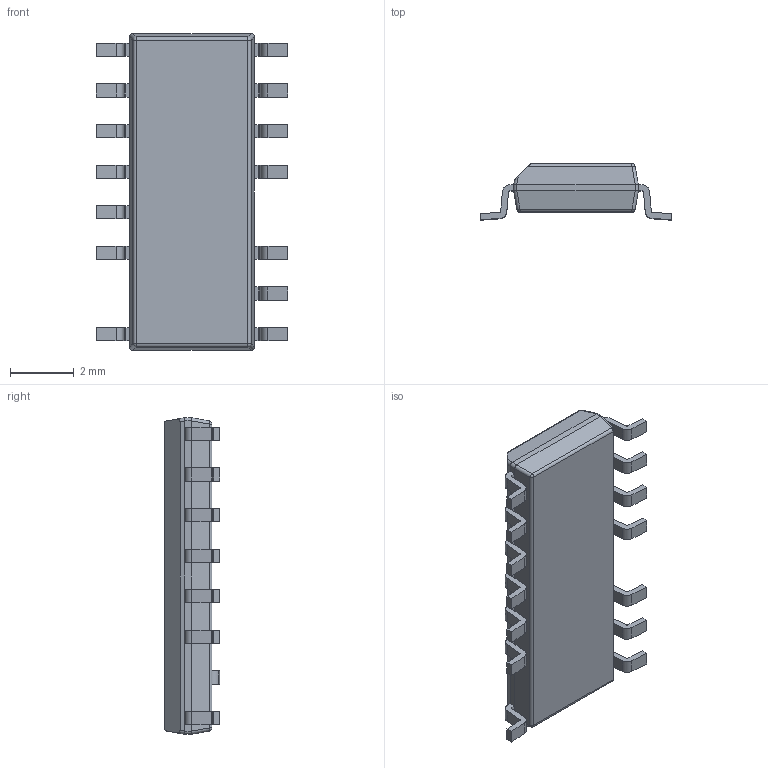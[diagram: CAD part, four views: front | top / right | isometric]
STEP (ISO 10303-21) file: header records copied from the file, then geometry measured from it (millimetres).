
FILE_DESCRIPTION (( 'STEP AP214' ), '1' );
FILE_NAME ('DDB14.STEP', '2024-01-16T12:34:24', ( '' ), ( '' ), 'SwSTEP 2.0', 'SolidWorks 2021', '' );
FILE_SCHEMA (( 'AUTOMOTIVE_DESIGN' ));
Length unit declared in the file: millimetre
Products named in the file (1): DDB14
Bounding box: 6 x 1.75 x 9.9 mm (x, y, z)
Volume: 56.7 mm3; surface area: 140.8 mm2
Topology: 16 solids, 16 shells, 243 faces, 618 edges, 402 vertices
Faces by surface type: plane 158, cylinder 79, sphere 6
Entity records: 7409 total; most frequent: CARTESIAN_POINT 1342, ORIENTED_EDGE 1224, DIRECTION 1210, EDGE_CURVE 612, VECTOR 446, LINE 446, VERTEX_POINT 402, AXIS2_PLACEMENT_3D 382
